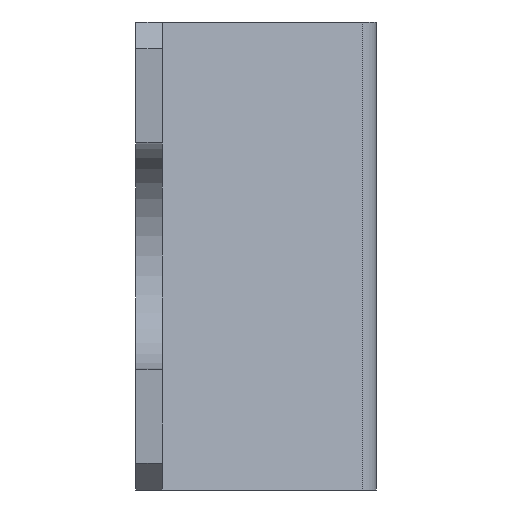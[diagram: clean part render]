
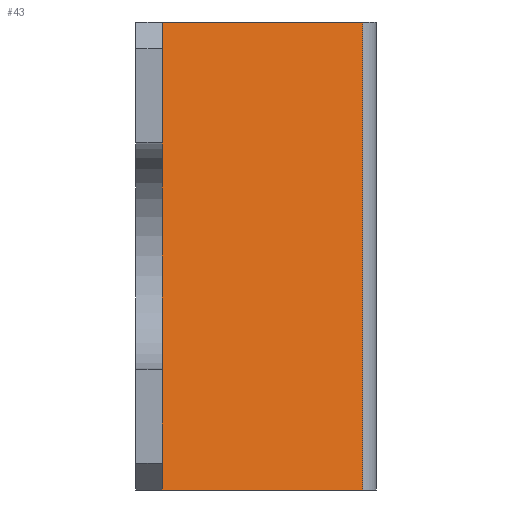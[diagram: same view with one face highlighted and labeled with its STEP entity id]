
A CAD part, left-side view. The second image highlights one B-rep face of the part: STEP entity #43.
In plain terms, the highlighted planar face has unit normal (-0.876, -0.483, 0).
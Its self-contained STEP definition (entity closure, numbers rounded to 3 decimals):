
#20 = EDGE_CURVE ( 'NONE', #21, #70, #296, .T. ) ;
#21 = VERTEX_POINT ( 'NONE', #393 ) ;
#35 = EDGE_LOOP ( 'NONE', ( #44, #50, #47, #56 ) ) ;
#43 = ADVANCED_FACE ( 'NONE', ( #258 ), #256, .F. ) ;
#44 = ORIENTED_EDGE ( 'NONE', *, *, #45, .T. ) ;
#45 = EDGE_CURVE ( 'NONE', #70, #46, #257, .T. ) ;
#46 = VERTEX_POINT ( 'NONE', #332 ) ;
#47 = ORIENTED_EDGE ( 'NONE', *, *, #48, .F. ) ;
#48 = EDGE_CURVE ( 'NONE', #21, #52, #331, .T. ) ;
#50 = ORIENTED_EDGE ( 'NONE', *, *, #51, .F. ) ;
#51 = EDGE_CURVE ( 'NONE', #52, #46, #445, .T. ) ;
#52 = VERTEX_POINT ( 'NONE', #441 ) ;
#56 = ORIENTED_EDGE ( 'NONE', *, *, #20, .T. ) ;
#70 = VERTEX_POINT ( 'NONE', #275 ) ;
#253 = DIRECTION ( 'NONE',  ( 0.876, 0.483, 0. ) ) ;
#254 = CARTESIAN_POINT ( 'NONE',  ( 15., -2., 17.5 ) ) ;
#255 = AXIS2_PLACEMENT_3D ( 'NONE', #254, #253, #336 ) ;
#256 = PLANE ( 'NONE',  #255 ) ;
#257 = LINE ( 'NONE', #335, #334 ) ;
#258 = FACE_OUTER_BOUND ( 'NONE', #35, .T. ) ;
#275 = CARTESIAN_POINT ( 'NONE',  ( 15., -2., -17.5 ) ) ;
#293 = DIRECTION ( 'NONE',  ( 0., 0., -1. ) ) ;
#294 = VECTOR ( 'NONE', #293, 1000. ) ;
#295 = CARTESIAN_POINT ( 'NONE',  ( 15., -2., 17.5 ) ) ;
#296 = LINE ( 'NONE', #295, #294 ) ;
#328 = DIRECTION ( 'NONE',  ( 0.483, -0.876, 0. ) ) ;
#329 = VECTOR ( 'NONE', #328, 1000. ) ;
#330 = CARTESIAN_POINT ( 'NONE',  ( 15., -2., 17.5 ) ) ;
#331 = LINE ( 'NONE', #330, #329 ) ;
#332 = CARTESIAN_POINT ( 'NONE',  ( 23.248, -16.965, -17.5 ) ) ;
#333 = DIRECTION ( 'NONE',  ( 0.483, -0.876, 0. ) ) ;
#334 = VECTOR ( 'NONE', #333, 1000. ) ;
#335 = CARTESIAN_POINT ( 'NONE',  ( 15., -2., -17.5 ) ) ;
#336 = DIRECTION ( 'NONE',  ( -0.483, 0.876, 0. ) ) ;
#393 = CARTESIAN_POINT ( 'NONE',  ( 15., -2., 17.5 ) ) ;
#441 = CARTESIAN_POINT ( 'NONE',  ( 23.248, -16.965, 17.5 ) ) ;
#442 = DIRECTION ( 'NONE',  ( 0., 0., -1. ) ) ;
#443 = VECTOR ( 'NONE', #442, 1000. ) ;
#444 = CARTESIAN_POINT ( 'NONE',  ( 23.248, -16.965, 17.5 ) ) ;
#445 = LINE ( 'NONE', #444, #443 ) ;
